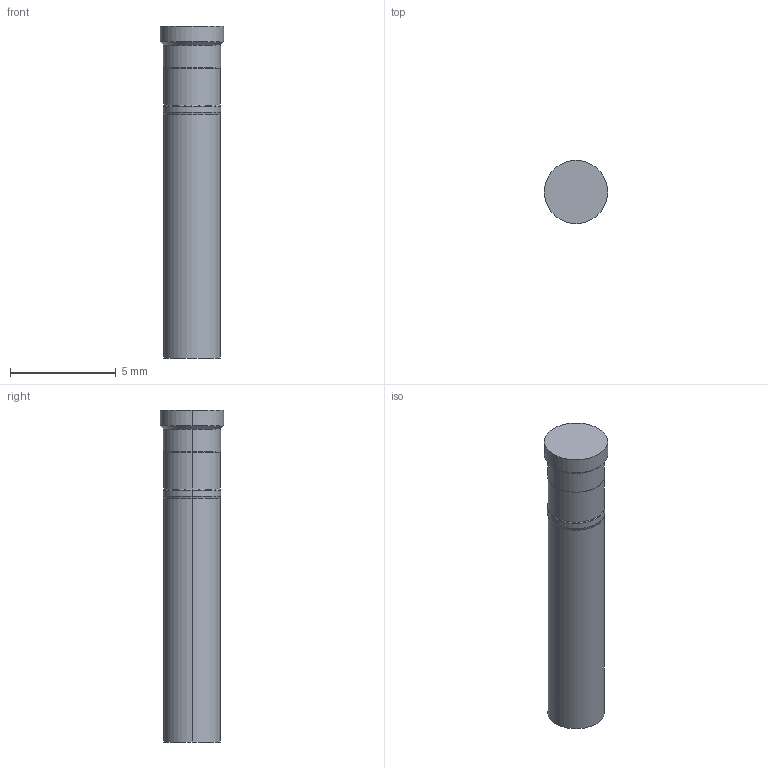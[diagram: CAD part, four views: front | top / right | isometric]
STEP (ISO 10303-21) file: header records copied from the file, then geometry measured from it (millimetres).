
FILE_DESCRIPTION (( 'STEP AP214' ), '1' );
FILE_NAME ('MOD-1015067-I-P16LA-0.9.STEP', '2023-04-17T14:37:21', ( '' ), ( '' ), 'SwSTEP 2.0', 'SolidWorks 2020', '' );
FILE_SCHEMA (( 'AUTOMOTIVE_DESIGN' ));
Length unit declared in the file: millimetre
Products named in the file (1): MOD-1015067-I-P16LA-0.9
Bounding box: 3 x 3 x 15.7 mm (x, y, z)
Volume: 63.6 mm3; surface area: 196.9 mm2
Topology: 1 solids, 1 shells, 24 faces, 48 edges, 25 vertices
Faces by surface type: cylinder 12, cone 10, plane 2
Entity records: 632 total; most frequent: DIRECTION 120, CARTESIAN_POINT 96, ORIENTED_EDGE 92, AXIS2_PLACEMENT_3D 49, EDGE_CURVE 46, EDGE_LOOP 25, VERTEX_POINT 25, ADVANCED_FACE 24
